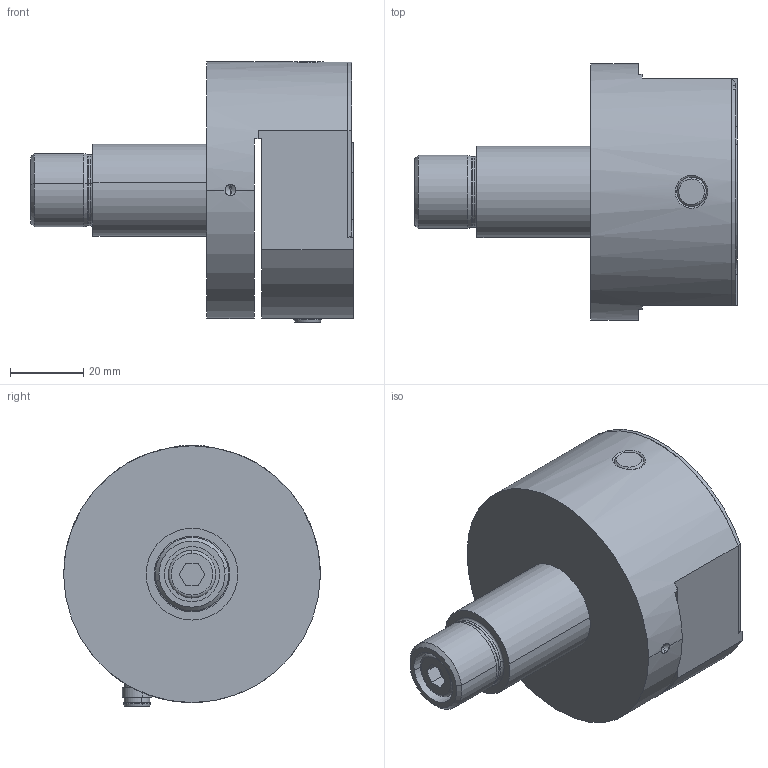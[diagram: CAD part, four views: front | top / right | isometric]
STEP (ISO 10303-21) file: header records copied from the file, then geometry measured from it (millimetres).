
FILE_DESCRIPTION (( 'STEP AP214' ), '1' );
FILE_NAME ('180711.1_stp.stp', '2019-12-16T14:40:56', ( '' ), ( '' ), 'SwSTEP 2.0', 'SolidWorks 2018', '' );
FILE_SCHEMA (( 'AUTOMOTIVE_DESIGN' ));
Length unit declared in the file: millimetre
Products named in the file (8): 180711.2_01; 180711.1_stp; Se-Schr DIN7991_M3x8; Flanschstecker_M8-4pol; 180730.1_stp_01; 120124-6_01; Zyl-Schr DIN912_M8x35; 111107-3_01
Assembly tree (8 placements, depth 2):
  180711.1_stp
    180730.1_stp_01
    180711.2_01
    111107-3_01
    120124-6_01
    Se-Schr DIN7991_M3x8  x2
    Zyl-Schr DIN912_M8x35
    Flanschstecker_M8-4pol
Bounding box: 88 x 70 x 71 mm (x, y, z)
Volume: 156255.8 mm3; surface area: 39524.2 mm2
Topology: 8 solids, 8 shells, 269 faces, 606 edges, 364 vertices
Faces by surface type: cylinder 100, plane 87, cone 66, torus 14, bspline 2
Entity records: 9169 total; most frequent: CARTESIAN_POINT 2736, DIRECTION 1319, ORIENTED_EDGE 1108, EDGE_CURVE 554, AXIS2_PLACEMENT_3D 521, VERTEX_POINT 342, EDGE_LOOP 288, LINE 277
